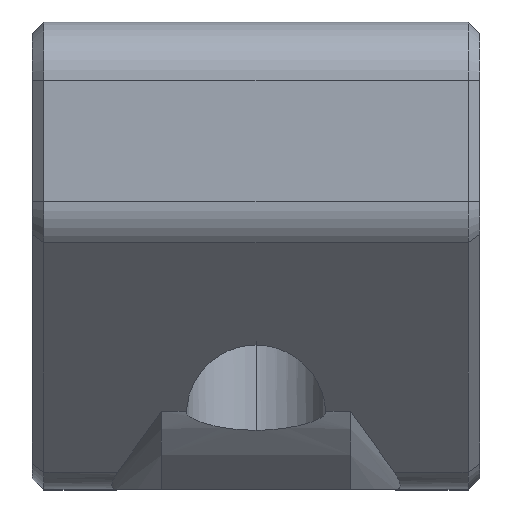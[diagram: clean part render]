
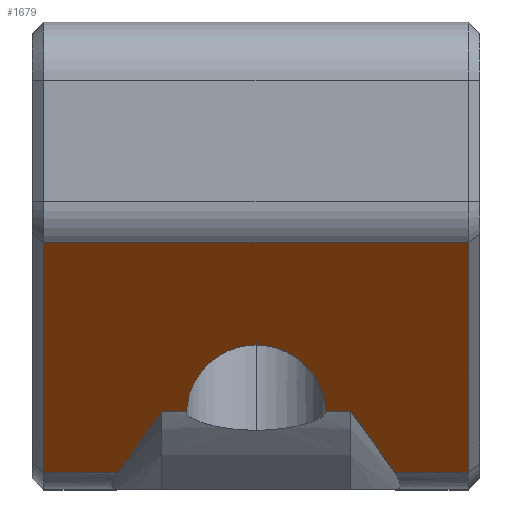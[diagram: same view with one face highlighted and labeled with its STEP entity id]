
A CAD part, top view. The second image highlights one B-rep face of the part: STEP entity #1679.
In plain terms, the highlighted planar face has unit normal (0, -0.707, 0.707).
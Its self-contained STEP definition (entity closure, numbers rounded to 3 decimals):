
#32 = VERTEX_POINT ( 'NONE', #1118 ) ;
#49 = DIRECTION ( 'NONE',  ( 1., 0., 0. ) ) ;
#68 = VECTOR ( 'NONE', #339, 1000. ) ;
#69 = B_SPLINE_CURVE_WITH_KNOTS ( 'NONE', 3,
 ( #1127, #582, #840, #409 ),
 .UNSPECIFIED., .F., .F.,
 ( 4, 4 ),
 ( 0., 0.003 ),
 .UNSPECIFIED. ) ;
#90 = VERTEX_POINT ( 'NONE', #396 ) ;
#98 = CARTESIAN_POINT ( 'NONE',  ( 5., 658.744, -10.13 ) ) ;
#118 = EDGE_CURVE ( 'NONE', #183, #571, #978, .T. ) ;
#137 = FACE_OUTER_BOUND ( 'NONE', #980, .T. ) ;
#140 = ORIENTED_EDGE ( 'NONE', *, *, #1085, .T. ) ;
#160 = CARTESIAN_POINT ( 'NONE',  ( -2.329, 660.092, -8.782 ) ) ;
#183 = VERTEX_POINT ( 'NONE', #913 ) ;
#188 = VECTOR ( 'NONE', #751, 1000. ) ;
#192 = ORIENTED_EDGE ( 'NONE', *, *, #611, .T. ) ;
#194 = CARTESIAN_POINT ( 'NONE',  ( 0., 661.022, -7.852 ) ) ;
#212 = CARTESIAN_POINT ( 'NONE',  ( 5., 658.744, -10.13 ) ) ;
#222 = CARTESIAN_POINT ( 'NONE',  ( 2.329, 660.092, -8.782 ) ) ;
#230 = CARTESIAN_POINT ( 'NONE',  ( -3.25, 658.744, -10.13 ) ) ;
#285 = VERTEX_POINT ( 'NONE', #506 ) ;
#304 = EDGE_CURVE ( 'NONE', #331, #779, #1528, .T. ) ;
#306 = DIRECTION ( 'NONE',  ( 0., -0.707, -0.707 ) ) ;
#315 = EDGE_CURVE ( 'NONE', #491, #331, #322, .T. ) ;
#322 =( BOUNDED_CURVE ( )  B_SPLINE_CURVE ( 3, ( #194, #1806, #222, #1390 ),
 .UNSPECIFIED., .F., .T. ) 
 B_SPLINE_CURVE_WITH_KNOTS ( ( 4, 4 ),
 ( 0., 1.52 ),
 .UNSPECIFIED. ) 
 CURVE ( )  GEOMETRIC_REPRESENTATION_ITEM ( )  RATIONAL_B_SPLINE_CURVE ( ( 1., 0.817, 0.817, 1. ) ) 
 REPRESENTATION_ITEM ( '' )  );
#331 = VERTEX_POINT ( 'NONE', #1671 ) ;
#339 = DIRECTION ( 'NONE',  ( 1., 0., 0. ) ) ;
#379 = VECTOR ( 'NONE', #692, 1000. ) ;
#396 = CARTESIAN_POINT ( 'NONE',  ( 4.76, 656.658, -12.216 ) ) ;
#400 = ORIENTED_EDGE ( 'NONE', *, *, #304, .T. ) ;
#409 = CARTESIAN_POINT ( 'NONE',  ( 4.76, 656.658, -12.216 ) ) ;
#417 = CARTESIAN_POINT ( 'NONE',  ( 43.514, 656.072, -12.802 ) ) ;
#468 = AXIS2_PLACEMENT_3D ( 'NONE', #417, #1117, #977 ) ;
#488 = CARTESIAN_POINT ( 'NONE',  ( 0., 661.022, -7.852 ) ) ;
#491 = VERTEX_POINT ( 'NONE', #1275 ) ;
#506 = CARTESIAN_POINT ( 'NONE',  ( -7.288, 656.658, -12.216 ) ) ;
#509 = CARTESIAN_POINT ( 'NONE',  ( 7.288, 664.537, -4.337 ) ) ;
#539 = ORIENTED_EDGE ( 'NONE', *, *, #1152, .T. ) ;
#557 = VECTOR ( 'NONE', #49, 1000. ) ;
#571 = VERTEX_POINT ( 'NONE', #1333 ) ;
#582 = CARTESIAN_POINT ( 'NONE',  ( 3.797, 658.064, -10.81 ) ) ;
#600 = EDGE_CURVE ( 'NONE', #1707, #32, #875, .T. ) ;
#611 = EDGE_CURVE ( 'NONE', #32, #285, #1196, .T. ) ;
#639 = ORIENTED_EDGE ( 'NONE', *, *, #118, .T. ) ;
#691 = VECTOR ( 'NONE', #1386, 1000. ) ;
#692 = DIRECTION ( 'NONE',  ( 1., 0., 0. ) ) ;
#699 = PLANE ( 'NONE',  #468 ) ;
#738 = CARTESIAN_POINT ( 'NONE',  ( -1.35, 661.022, -7.852 ) ) ;
#751 = DIRECTION ( 'NONE',  ( -1., 0., 0. ) ) ;
#779 = VERTEX_POINT ( 'NONE', #1065 ) ;
#786 = B_SPLINE_CURVE_WITH_KNOTS ( 'NONE', 3,
 ( #1139, #1539, #1719, #230 ),
 .UNSPECIFIED., .F., .F.,
 ( 4, 4 ),
 ( -0.001, 0.002 ),
 .UNSPECIFIED. ) ;
#796 = ORIENTED_EDGE ( 'NONE', *, *, #1006, .T. ) ;
#840 = CARTESIAN_POINT ( 'NONE',  ( 4.306, 657.371, -11.503 ) ) ;
#873 = ORIENTED_EDGE ( 'NONE', *, *, #315, .T. ) ;
#875 = LINE ( 'NONE', #1480, #188 ) ;
#913 = CARTESIAN_POINT ( 'NONE',  ( -3.25, 658.744, -10.13 ) ) ;
#962 = EDGE_CURVE ( 'NONE', #1120, #183, #786, .T. ) ;
#974 = VERTEX_POINT ( 'NONE', #1700 ) ;
#977 = DIRECTION ( 'NONE',  ( 0., 0.707, 0.707 ) ) ;
#978 = LINE ( 'NONE', #98, #379 ) ;
#980 = EDGE_LOOP ( 'NONE', ( #1742, #192, #1706, #1552, #639, #796, #873, #400, #1109, #140, #539 ) ) ;
#1006 = EDGE_CURVE ( 'NONE', #571, #491, #1331, .T. ) ;
#1023 = CARTESIAN_POINT ( 'NONE',  ( -4.76, 656.658, -12.216 ) ) ;
#1065 = CARTESIAN_POINT ( 'NONE',  ( 3.25, 658.744, -10.13 ) ) ;
#1077 = VECTOR ( 'NONE', #1380, 1000. ) ;
#1085 = EDGE_CURVE ( 'NONE', #90, #974, #1303, .T. ) ;
#1103 = LINE ( 'NONE', #1542, #557 ) ;
#1109 = ORIENTED_EDGE ( 'NONE', *, *, #1392, .T. ) ;
#1117 = DIRECTION ( 'NONE',  ( 0., 0.707, -0.707 ) ) ;
#1118 = CARTESIAN_POINT ( 'NONE',  ( -7.288, 664.537, -4.337 ) ) ;
#1120 = VERTEX_POINT ( 'NONE', #1023 ) ;
#1127 = CARTESIAN_POINT ( 'NONE',  ( 3.25, 658.744, -10.13 ) ) ;
#1139 = CARTESIAN_POINT ( 'NONE',  ( -4.76, 656.658, -12.216 ) ) ;
#1144 = CARTESIAN_POINT ( 'NONE',  ( 7.288, 664.537, -4.337 ) ) ;
#1152 = EDGE_CURVE ( 'NONE', #974, #1707, #1224, .T. ) ;
#1161 = CARTESIAN_POINT ( 'NONE',  ( 43.514, 656.658, -12.216 ) ) ;
#1196 = LINE ( 'NONE', #1339, #1233 ) ;
#1224 = LINE ( 'NONE', #509, #691 ) ;
#1233 = VECTOR ( 'NONE', #306, 1000. ) ;
#1275 = CARTESIAN_POINT ( 'NONE',  ( 0., 661.022, -7.852 ) ) ;
#1303 = LINE ( 'NONE', #1161, #68 ) ;
#1331 =( BOUNDED_CURVE ( )  B_SPLINE_CURVE ( 3, ( #1581, #160, #738, #488 ),
 .UNSPECIFIED., .F., .T. ) 
 B_SPLINE_CURVE_WITH_KNOTS ( ( 4, 4 ),
 ( 4.763, 6.283 ),
 .UNSPECIFIED. ) 
 CURVE ( )  GEOMETRIC_REPRESENTATION_ITEM ( )  RATIONAL_B_SPLINE_CURVE ( ( 1., 0.817, 0.817, 1. ) ) 
 REPRESENTATION_ITEM ( '' )  );
#1333 = CARTESIAN_POINT ( 'NONE',  ( -2.397, 658.744, -10.13 ) ) ;
#1339 = CARTESIAN_POINT ( 'NONE',  ( -7.288, 656.658, -12.216 ) ) ;
#1380 = DIRECTION ( 'NONE',  ( 1., 0., 0. ) ) ;
#1386 = DIRECTION ( 'NONE',  ( 0., 0.707, 0.707 ) ) ;
#1390 = CARTESIAN_POINT ( 'NONE',  ( 2.397, 658.744, -10.13 ) ) ;
#1392 = EDGE_CURVE ( 'NONE', #779, #90, #69, .T. ) ;
#1480 = CARTESIAN_POINT ( 'NONE',  ( 43.514, 664.537, -4.337 ) ) ;
#1528 = LINE ( 'NONE', #212, #1077 ) ;
#1539 = CARTESIAN_POINT ( 'NONE',  ( -4.306, 657.371, -11.503 ) ) ;
#1542 = CARTESIAN_POINT ( 'NONE',  ( 43.514, 656.658, -12.216 ) ) ;
#1552 = ORIENTED_EDGE ( 'NONE', *, *, #962, .T. ) ;
#1581 = CARTESIAN_POINT ( 'NONE',  ( -2.397, 658.744, -10.13 ) ) ;
#1610 = EDGE_CURVE ( 'NONE', #285, #1120, #1103, .T. ) ;
#1671 = CARTESIAN_POINT ( 'NONE',  ( 2.397, 658.744, -10.13 ) ) ;
#1679 = ADVANCED_FACE ( 'NONE', ( #137 ), #699, .F. ) ;
#1700 = CARTESIAN_POINT ( 'NONE',  ( 7.288, 656.658, -12.216 ) ) ;
#1706 = ORIENTED_EDGE ( 'NONE', *, *, #1610, .T. ) ;
#1707 = VERTEX_POINT ( 'NONE', #1144 ) ;
#1719 = CARTESIAN_POINT ( 'NONE',  ( -3.796, 658.065, -10.809 ) ) ;
#1742 = ORIENTED_EDGE ( 'NONE', *, *, #600, .T. ) ;
#1806 = CARTESIAN_POINT ( 'NONE',  ( 1.35, 661.022, -7.852 ) ) ;
